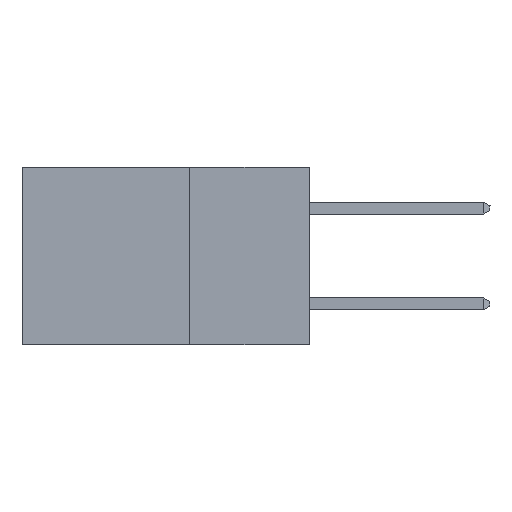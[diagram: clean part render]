
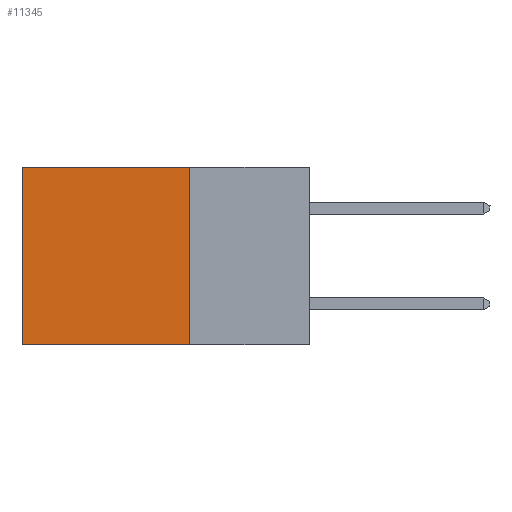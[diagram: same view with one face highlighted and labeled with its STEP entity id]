
A CAD part, left-side view. The second image highlights one B-rep face of the part: STEP entity #11345.
In plain terms, the highlighted planar face has unit normal (-1, 0, 0).
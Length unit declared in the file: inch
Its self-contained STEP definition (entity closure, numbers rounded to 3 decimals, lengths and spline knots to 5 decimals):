
#220 = EDGE_CURVE ( 'NONE', #7105, #8951, #7577, .T. ) ;
#271 = CARTESIAN_POINT ( 'NONE',  ( 0.2875, 0.6, 0. ) ) ;
#413 = CARTESIAN_POINT ( 'NONE',  ( 0.2875, 0.25, 0. ) ) ;
#747 = DIRECTION ( 'NONE',  ( 0., 1., 0. ) ) ;
#954 = DIRECTION ( 'NONE',  ( 0., 1., 0. ) ) ;
#1312 = VECTOR ( 'NONE', #6284, 39.37008 ) ;
#1714 = VECTOR ( 'NONE', #4670, 39.37008 ) ;
#1827 = CARTESIAN_POINT ( 'NONE',  ( 0.2875, 0.6, 0. ) ) ;
#1888 = LINE ( 'NONE', #10127, #1312 ) ;
#1895 = CARTESIAN_POINT ( 'NONE',  ( 0.2875, 0.25, -0.37 ) ) ;
#3316 = LINE ( 'NONE', #9794, #9866 ) ;
#3338 = PLANE ( 'NONE',  #8350 ) ;
#3408 = DIRECTION ( 'NONE',  ( 0., 0., -1. ) ) ;
#3504 = FACE_OUTER_BOUND ( 'NONE', #8142, .T. ) ;
#4106 = LINE ( 'NONE', #1827, #1714 ) ;
#4220 = ORIENTED_EDGE ( 'NONE', *, *, #5519, .F. ) ;
#4670 = DIRECTION ( 'NONE',  ( 0., 0., -1. ) ) ;
#5144 = CARTESIAN_POINT ( 'NONE',  ( 0.2875, 0.25, 0. ) ) ;
#5150 = CARTESIAN_POINT ( 'NONE',  ( 0.2875, 0.6, -0.37 ) ) ;
#5253 = VERTEX_POINT ( 'NONE', #5150 ) ;
#5345 = VECTOR ( 'NONE', #954, 39.37008 ) ;
#5519 = EDGE_CURVE ( 'NONE', #7105, #9867, #1888, .T. ) ;
#6284 = DIRECTION ( 'NONE',  ( 0., 0., -1. ) ) ;
#7105 = VERTEX_POINT ( 'NONE', #413 ) ;
#7577 = LINE ( 'NONE', #11453, #5345 ) ;
#7667 = EDGE_CURVE ( 'NONE', #9867, #5253, #3316, .T. ) ;
#8027 = ORIENTED_EDGE ( 'NONE', *, *, #220, .T. ) ;
#8142 = EDGE_LOOP ( 'NONE', ( #8928, #10557, #4220, #8027 ) ) ;
#8350 = AXIS2_PLACEMENT_3D ( 'NONE', #5144, #9558, #3408 ) ;
#8928 = ORIENTED_EDGE ( 'NONE', *, *, #9501, .T. ) ;
#8951 = VERTEX_POINT ( 'NONE', #271 ) ;
#9501 = EDGE_CURVE ( 'NONE', #8951, #5253, #4106, .T. ) ;
#9558 = DIRECTION ( 'NONE',  ( 1., 0., 0. ) ) ;
#9794 = CARTESIAN_POINT ( 'NONE',  ( 0.2875, 0.25, -0.37 ) ) ;
#9866 = VECTOR ( 'NONE', #747, 39.37008 ) ;
#9867 = VERTEX_POINT ( 'NONE', #1895 ) ;
#10127 = CARTESIAN_POINT ( 'NONE',  ( 0.2875, 0.25, 0. ) ) ;
#10557 = ORIENTED_EDGE ( 'NONE', *, *, #7667, .F. ) ;
#11345 = ADVANCED_FACE ( 'NONE', ( #3504 ), #3338, .F. ) ;
#11453 = CARTESIAN_POINT ( 'NONE',  ( 0.2875, 0.25, 0. ) ) ;
